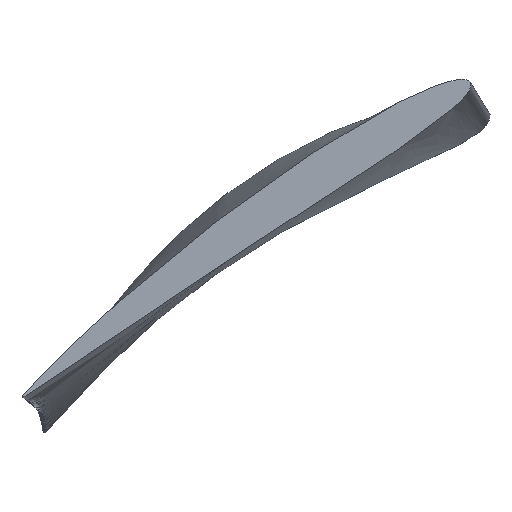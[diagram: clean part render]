
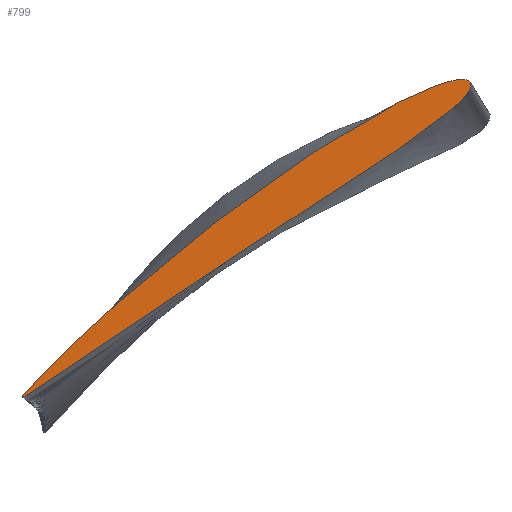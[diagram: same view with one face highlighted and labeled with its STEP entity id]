
A CAD part, top view. The second image highlights one B-rep face of the part: STEP entity #799.
In plain terms, the highlighted planar face has unit normal (0, 0, 1).
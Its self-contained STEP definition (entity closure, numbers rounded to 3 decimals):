
#85=CARTESIAN_POINT('',(11.541,7.036,50.));
#86=CARTESIAN_POINT('',(11.426,7.122,50.));
#87=CARTESIAN_POINT('',(11.171,7.249,50.));
#88=CARTESIAN_POINT('',(10.789,7.283,50.));
#89=CARTESIAN_POINT('',(10.453,7.246,50.));
#90=CARTESIAN_POINT('',(10.064,7.164,50.));
#91=CARTESIAN_POINT('',(9.587,7.043,50.));
#92=CARTESIAN_POINT('',(8.849,6.813,50.));
#93=CARTESIAN_POINT('',(7.956,6.467,50.));
#94=CARTESIAN_POINT('',(6.56,5.86,50.));
#95=CARTESIAN_POINT('',(4.862,5.013,50.));
#96=CARTESIAN_POINT('',(2.219,3.533,50.));
#97=CARTESIAN_POINT('',(-0.995,1.534,50.));
#98=CARTESIAN_POINT('',(-4.759,-1.004,50.));
#99=CARTESIAN_POINT('',(-8.433,-3.671,50.));
#100=CARTESIAN_POINT('',(-11.416,-6.,50.));
#101=CARTESIAN_POINT('',(-13.757,-7.917,50.));
#102=CARTESIAN_POINT('',(-15.486,-9.376,50.));
#103=CARTESIAN_POINT('',(-17.197,-10.863,50.));
#104=CARTESIAN_POINT('',(-18.901,-12.392,50.));
#105=CARTESIAN_POINT('',(-20.568,-13.936,50.));
#106=CARTESIAN_POINT('',(-21.918,-15.209,50.));
#107=CARTESIAN_POINT('',(-22.836,-16.084,50.));
#108=CARTESIAN_POINT('',(-23.373,-16.615,50.));
#109=CARTESIAN_POINT('',(-23.822,-17.069,50.));
#110=CARTESIAN_POINT('',(-24.214,-17.473,50.));
#111=CARTESIAN_POINT('',(-24.525,-17.801,50.));
#112=CARTESIAN_POINT('',(-24.744,-18.04,50.));
#113=CARTESIAN_POINT('',(-24.94,-18.261,50.));
#114=CARTESIAN_POINT('',(-25.093,-18.443,50.));
#115=CARTESIAN_POINT('',(-25.177,-18.554,50.));
#116=CARTESIAN_POINT('',(-25.207,-18.597,50.));
#118=CARTESIAN_POINT('',(-25.207,-18.597,50.));
#119=CARTESIAN_POINT('',(-25.216,-18.609,50.));
#120=CARTESIAN_POINT('',(-25.249,-18.657,50.));
#121=CARTESIAN_POINT('',(-25.287,-18.717,50.));
#122=CARTESIAN_POINT('',(-25.305,-18.777,50.));
#123=CARTESIAN_POINT('',(-25.304,-18.797,50.));
#124=CARTESIAN_POINT('',(-25.295,-18.815,50.));
#125=CARTESIAN_POINT('',(-25.261,-18.822,50.));
#126=CARTESIAN_POINT('',(-25.181,-18.804,50.));
#127=CARTESIAN_POINT('',(-25.037,-18.74,50.));
#128=CARTESIAN_POINT('',(-24.825,-18.624,50.));
#129=CARTESIAN_POINT('',(-24.564,-18.467,50.));
#130=CARTESIAN_POINT('',(-24.269,-18.28,50.));
#131=CARTESIAN_POINT('',(-23.957,-18.075,50.));
#132=CARTESIAN_POINT('',(-23.641,-17.864,50.));
#133=CARTESIAN_POINT('',(-23.25,-17.598,50.));
#134=CARTESIAN_POINT('',(-22.809,-17.297,50.));
#135=CARTESIAN_POINT('',(-22.328,-16.966,50.));
#136=CARTESIAN_POINT('',(-21.89,-16.662,50.));
#137=CARTESIAN_POINT('',(-21.318,-16.264,50.));
#138=CARTESIAN_POINT('',(-20.58,-15.754,50.));
#139=CARTESIAN_POINT('',(-19.342,-14.903,50.));
#140=CARTESIAN_POINT('',(-17.77,-13.831,50.));
#141=CARTESIAN_POINT('',(-15.886,-12.561,50.));
#142=CARTESIAN_POINT('',(-14.019,-11.314,50.));
#143=CARTESIAN_POINT('',(-12.153,-10.075,50.));
#144=CARTESIAN_POINT('',(-10.281,-8.839,50.));
#145=CARTESIAN_POINT('',(-8.404,-7.61,50.));
#146=CARTESIAN_POINT('',(-5.903,-5.979,50.));
#147=CARTESIAN_POINT('',(-2.777,-3.944,50.));
#148=CARTESIAN_POINT('',(0.979,-1.511,50.));
#149=CARTESIAN_POINT('',(4.107,0.519,50.));
#150=CARTESIAN_POINT('',(6.583,2.191,50.));
#151=CARTESIAN_POINT('',(8.102,3.286,50.));
#152=CARTESIAN_POINT('',(9.288,4.212,50.));
#153=CARTESIAN_POINT('',(10.017,4.82,50.));
#154=CARTESIAN_POINT('',(10.575,5.346,50.));
#155=CARTESIAN_POINT('',(10.914,5.697,50.));
#156=CARTESIAN_POINT('',(11.177,5.993,50.));
#157=CARTESIAN_POINT('',(11.376,6.264,50.));
#158=CARTESIAN_POINT('',(11.538,6.61,50.));
#159=CARTESIAN_POINT('',(11.557,6.894,50.));
#160=CARTESIAN_POINT('',(11.541,7.036,50.));
#164=VERTEX_POINT('',#85);
#165=VERTEX_POINT('',#116);
#790=CARTESIAN_POINT('',(-9.219,-7.032,50.));
#791=DIRECTION('',(0.,0.,1.));
#792=DIRECTION('',(0.,1.,0.));
#793=AXIS2_PLACEMENT_3D('',#790,#791,#792);
#794=PLANE('',#793);
#795=ORIENTED_EDGE('',*,*,#422,.F.);
#796=ORIENTED_EDGE('',*,*,#784,.F.);
#797=EDGE_LOOP('',(#795,#796));
#798=FACE_OUTER_BOUND('',#797,.F.);
#799=ADVANCED_FACE('',(#798),#794,.T.);
#117=B_SPLINE_CURVE_WITH_KNOTS('',3,(#85,#86,#87,#88,#89,#90,#91,#92,#93,#94,
#95,#96,#97,#98,#99,#100,#101,#102,#103,#104,#105,#106,#107,#108,#109,#110,#111,
#112,#113,#114,#115,#116),.UNSPECIFIED.,.F.,.F.,(4,1,1,1,1,1,1,1,1,1,1,1,1,1,1,
1,1,1,1,1,1,1,1,1,1,1,1,1,1,4),(0.,0.009,0.018,
0.025,0.032,0.044,0.057,
0.082,0.108,0.158,0.207,
0.307,0.407,0.506,0.606,
0.656,0.706,0.755,0.805,
0.856,0.905,0.927,0.94,
0.955,0.97,0.977,0.984,
0.991,0.997,1.),.UNSPECIFIED.);
#161=B_SPLINE_CURVE_WITH_KNOTS('',3,(#118,#119,#120,#121,#122,#123,#124,#125,
#126,#127,#128,#129,#130,#131,#132,#133,#134,#135,#136,#137,#138,#139,#140,#141,
#142,#143,#144,#145,#146,#147,#148,#149,#150,#151,#152,#153,#154,#155,#156,#157,
#158,#159,#160),.UNSPECIFIED.,.F.,.F.,(4,1,1,1,1,1,1,1,1,1,1,1,1,1,1,1,1,1,1,1,
1,1,1,1,1,1,1,1,1,1,1,1,1,1,1,1,1,1,1,1,4),(0.,0.001,
0.004,0.005,0.005,0.005,
0.006,0.007,0.011,0.016,
0.023,0.031,0.039,0.048,
0.056,0.07,0.083,0.094,
0.105,0.129,0.153,0.204,
0.254,0.303,0.352,0.402,
0.451,0.5,0.598,0.696,
0.795,0.844,0.893,0.918,
0.943,0.956,0.968,0.975,
0.982,0.991,1.),.UNSPECIFIED.);
#422=EDGE_CURVE('',#164,#165,#117,.T.);
#784=EDGE_CURVE('',#165,#164,#161,.T.);
